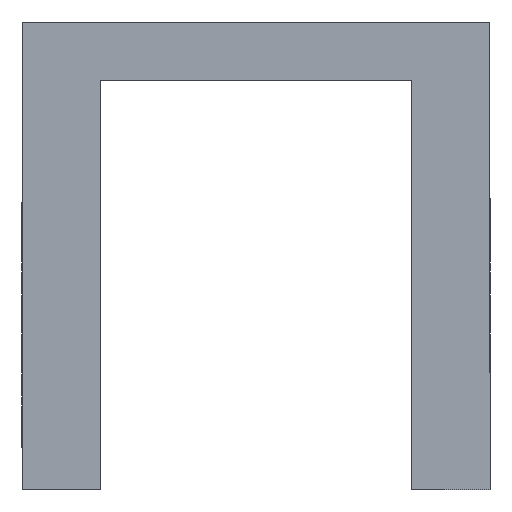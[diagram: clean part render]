
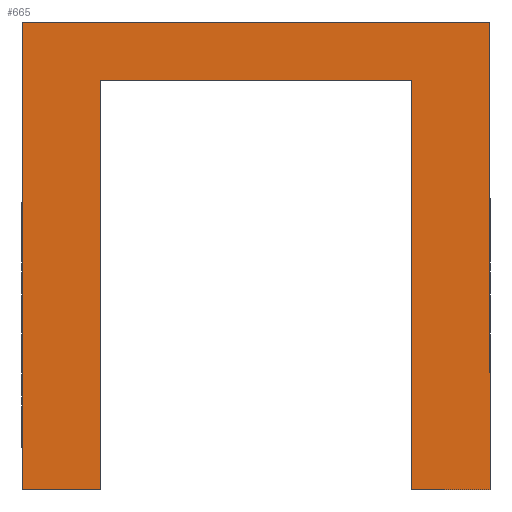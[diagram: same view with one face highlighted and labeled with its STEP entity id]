
A CAD part, front view. The second image highlights one B-rep face of the part: STEP entity #665.
In plain terms, the highlighted planar face has unit normal (0, -1, 0).
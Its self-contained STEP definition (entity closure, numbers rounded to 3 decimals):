
#39 = VERTEX_POINT ( 'NONE', #1028 ) ;
#79 = CARTESIAN_POINT ( 'NONE',  ( 4., 0., 0. ) ) ;
#82 = CARTESIAN_POINT ( 'NONE',  ( -6., 0., 1.5 ) ) ;
#95 = VERTEX_POINT ( 'NONE', #1869 ) ;
#141 = LINE ( 'NONE', #1951, #1002 ) ;
#153 = CARTESIAN_POINT ( 'NONE',  ( -4., 0., -10.5 ) ) ;
#155 = DIRECTION ( 'NONE',  ( 0., 0., 1. ) ) ;
#172 = CARTESIAN_POINT ( 'NONE',  ( 6., 0., 1.5 ) ) ;
#198 = LINE ( 'NONE', #1582, #882 ) ;
#210 = ORIENTED_EDGE ( 'NONE', *, *, #1908, .F. ) ;
#237 = EDGE_CURVE ( 'NONE', #1029, #1055, #1041, .T. ) ;
#272 = CARTESIAN_POINT ( 'NONE',  ( 4., 0., 0. ) ) ;
#320 = DIRECTION ( 'NONE',  ( -1., 0., 0. ) ) ;
#338 = VERTEX_POINT ( 'NONE', #2009 ) ;
#397 = VECTOR ( 'NONE', #320, 1000. ) ;
#412 = EDGE_CURVE ( 'NONE', #39, #1141, #2052, .T. ) ;
#496 = LINE ( 'NONE', #79, #1932 ) ;
#504 = AXIS2_PLACEMENT_3D ( 'NONE', #1542, #2031, #1856 ) ;
#537 = ORIENTED_EDGE ( 'NONE', *, *, #1643, .F. ) ;
#577 = LINE ( 'NONE', #153, #397 ) ;
#593 = CARTESIAN_POINT ( 'NONE',  ( -6., 0., 1.5 ) ) ;
#651 = ORIENTED_EDGE ( 'NONE', *, *, #939, .F. ) ;
#665 = ADVANCED_FACE ( 'NONE', ( #1252 ), #2039, .F. ) ;
#671 = LINE ( 'NONE', #82, #1942 ) ;
#747 = VERTEX_POINT ( 'NONE', #172 ) ;
#751 = ORIENTED_EDGE ( 'NONE', *, *, #1682, .F. ) ;
#829 = EDGE_CURVE ( 'NONE', #338, #39, #577, .T. ) ;
#882 = VECTOR ( 'NONE', #1402, 1000. ) ;
#939 = EDGE_CURVE ( 'NONE', #95, #1616, #2030, .T. ) ;
#966 = DIRECTION ( 'NONE',  ( 0., 0., -1. ) ) ;
#986 = ORIENTED_EDGE ( 'NONE', *, *, #829, .F. ) ;
#1002 = VECTOR ( 'NONE', #966, 1000. ) ;
#1028 = CARTESIAN_POINT ( 'NONE',  ( -6., 0., -10.5 ) ) ;
#1029 = VERTEX_POINT ( 'NONE', #1127 ) ;
#1041 = LINE ( 'NONE', #272, #1830 ) ;
#1055 = VERTEX_POINT ( 'NONE', #1414 ) ;
#1106 = DIRECTION ( 'NONE',  ( -1., 0., 0. ) ) ;
#1107 = DIRECTION ( 'NONE',  ( -1., 0., 0. ) ) ;
#1127 = CARTESIAN_POINT ( 'NONE',  ( 4., 0., 0. ) ) ;
#1139 = EDGE_LOOP ( 'NONE', ( #1192, #1407, #210, #651, #751, #537, #1769, #986 ) ) ;
#1141 = VERTEX_POINT ( 'NONE', #593 ) ;
#1192 = ORIENTED_EDGE ( 'NONE', *, *, #1530, .F. ) ;
#1244 = DIRECTION ( 'NONE',  ( 1., 0., 0. ) ) ;
#1252 = FACE_OUTER_BOUND ( 'NONE', #1139, .T. ) ;
#1375 = CARTESIAN_POINT ( 'NONE',  ( 4., 0., -10.5 ) ) ;
#1400 = VECTOR ( 'NONE', #1106, 1000. ) ;
#1402 = DIRECTION ( 'NONE',  ( 0., 0., -1. ) ) ;
#1407 = ORIENTED_EDGE ( 'NONE', *, *, #237, .F. ) ;
#1414 = CARTESIAN_POINT ( 'NONE',  ( -4., 0., 0. ) ) ;
#1491 = VECTOR ( 'NONE', #155, 1000. ) ;
#1530 = EDGE_CURVE ( 'NONE', #1055, #338, #141, .T. ) ;
#1542 = CARTESIAN_POINT ( 'NONE',  ( 0., 0., 0. ) ) ;
#1582 = CARTESIAN_POINT ( 'NONE',  ( 6., 0., -10.5 ) ) ;
#1585 = CARTESIAN_POINT ( 'NONE',  ( 4., 0., -10.5 ) ) ;
#1616 = VERTEX_POINT ( 'NONE', #1375 ) ;
#1643 = EDGE_CURVE ( 'NONE', #1141, #747, #671, .T. ) ;
#1682 = EDGE_CURVE ( 'NONE', #747, #95, #198, .T. ) ;
#1726 = DIRECTION ( 'NONE',  ( 0., 0., 1. ) ) ;
#1769 = ORIENTED_EDGE ( 'NONE', *, *, #412, .F. ) ;
#1830 = VECTOR ( 'NONE', #1107, 1000. ) ;
#1856 = DIRECTION ( 'NONE',  ( 0., 0., 1. ) ) ;
#1869 = CARTESIAN_POINT ( 'NONE',  ( 6., 0., -10.5 ) ) ;
#1908 = EDGE_CURVE ( 'NONE', #1616, #1029, #496, .T. ) ;
#1932 = VECTOR ( 'NONE', #1726, 1000. ) ;
#1942 = VECTOR ( 'NONE', #1244, 1000. ) ;
#1947 = CARTESIAN_POINT ( 'NONE',  ( -6., 0., -10.5 ) ) ;
#1951 = CARTESIAN_POINT ( 'NONE',  ( -4., 0., 0. ) ) ;
#2009 = CARTESIAN_POINT ( 'NONE',  ( -4., 0., -10.5 ) ) ;
#2030 = LINE ( 'NONE', #1585, #1400 ) ;
#2031 = DIRECTION ( 'NONE',  ( 0., 1., 0. ) ) ;
#2039 = PLANE ( 'NONE',  #504 ) ;
#2052 = LINE ( 'NONE', #1947, #1491 ) ;
